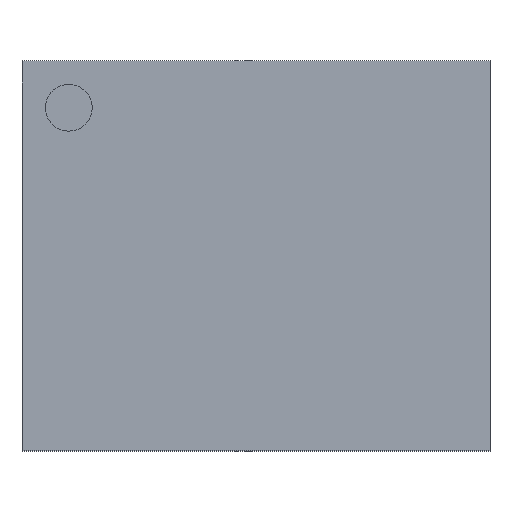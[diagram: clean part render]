
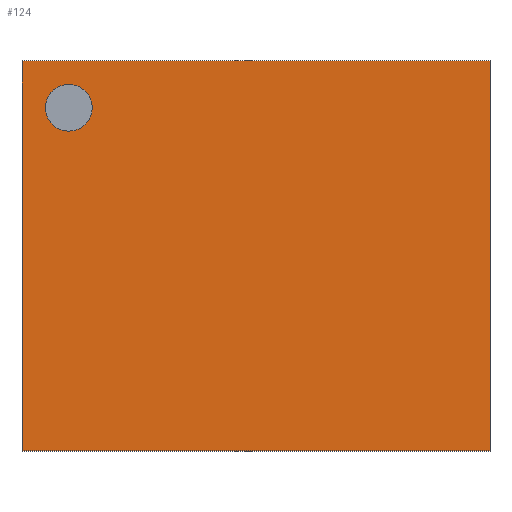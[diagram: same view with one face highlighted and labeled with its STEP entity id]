
A CAD part, top view. The second image highlights one B-rep face of the part: STEP entity #124.
In plain terms, the highlighted planar face has unit normal (0, 0, 1).
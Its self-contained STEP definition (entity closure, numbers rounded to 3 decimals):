
#13=DIRECTION('',(0.,0.,1.));
#20=ORIENTED_EDGE('',*,*,#21,.F.);
#21=EDGE_CURVE('',#22,#24,#26,.T.);
#22=VERTEX_POINT('',#23);
#23=CARTESIAN_POINT('',(-3.,-2.5,0.8));
#24=VERTEX_POINT('',#25);
#25=CARTESIAN_POINT('',(-3.,2.5,0.8));
#26=LINE('',#23,#27);
#27=VECTOR('',#28,1.);
#28=DIRECTION('',(0.,1.,0.));
#123=DIRECTION('',(1.,0.,0.));
#124=ADVANCED_FACE('',(#125,#141),#150,.T.);
#125=FACE_BOUND('',#126,.T.);
#126=EDGE_LOOP('',(#20,#127,#133,#138));
#127=ORIENTED_EDGE('',*,*,#128,.T.);
#128=EDGE_CURVE('',#22,#129,#131,.T.);
#129=VERTEX_POINT('',#130);
#130=CARTESIAN_POINT('',(3.,-2.5,0.8));
#131=LINE('',#23,#132);
#132=VECTOR('',#123,1.);
#133=ORIENTED_EDGE('',*,*,#134,.T.);
#134=EDGE_CURVE('',#129,#135,#137,.T.);
#135=VERTEX_POINT('',#136);
#136=CARTESIAN_POINT('',(3.,2.5,0.8));
#137=LINE('',#130,#27);
#138=ORIENTED_EDGE('',*,*,#139,.F.);
#139=EDGE_CURVE('',#24,#135,#140,.T.);
#140=LINE('',#25,#132);
#141=FACE_BOUND('',#142,.T.);
#142=EDGE_LOOP('',(#143));
#143=ORIENTED_EDGE('',*,*,#144,.F.);
#144=EDGE_CURVE('',#145,#145,#147,.T.);
#145=VERTEX_POINT('',#146);
#146=CARTESIAN_POINT('',(-2.1,1.9,0.8));
#147=CIRCLE('',#148,0.3);
#148=AXIS2_PLACEMENT_3D('',#149,#13,#123);
#149=CARTESIAN_POINT('',(-2.4,1.9,0.8));
#150=PLANE('',#151);
#151=AXIS2_PLACEMENT_3D('',#23,#13,#123);
